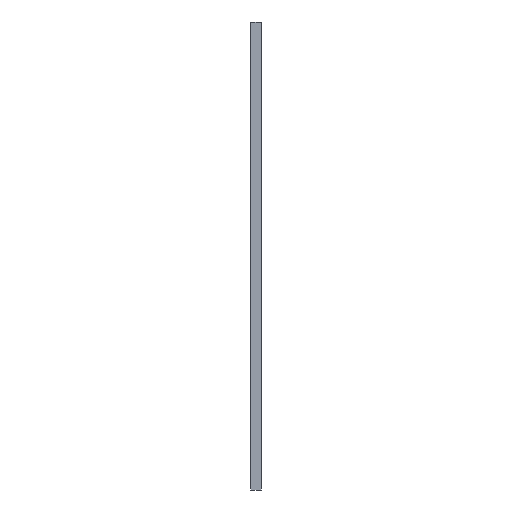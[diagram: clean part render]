
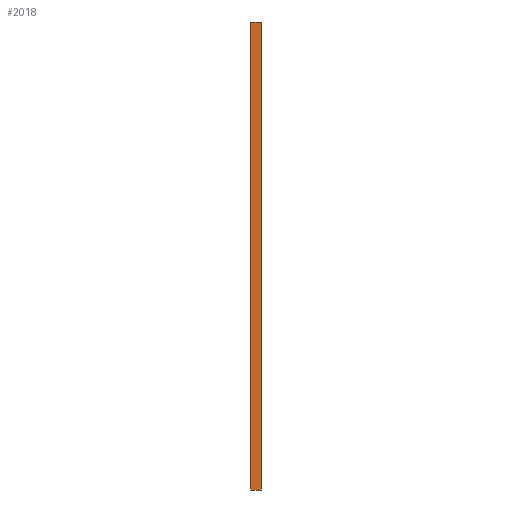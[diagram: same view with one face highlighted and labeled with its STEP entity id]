
A CAD part, left-side view. The second image highlights one B-rep face of the part: STEP entity #2018.
In plain terms, the highlighted planar face has unit normal (-1, 0, 0).
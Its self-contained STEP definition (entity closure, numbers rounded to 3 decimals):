
#41 = DIRECTION ( 'NONE',  ( 0., 0., -1. ) ) ;
#75 = EDGE_CURVE ( 'NONE', #439, #2006, #2371, .T. ) ;
#247 = CARTESIAN_POINT ( 'NONE',  ( -80.798, 0., -25.55 ) ) ;
#439 = VERTEX_POINT ( 'NONE', #1010 ) ;
#454 = LINE ( 'NONE', #1988, #2091 ) ;
#458 = CARTESIAN_POINT ( 'NONE',  ( -80.798, 2., -25.55 ) ) ;
#685 = VECTOR ( 'NONE', #703, 1000. ) ;
#703 = DIRECTION ( 'NONE',  ( 0., -1., 0. ) ) ;
#766 = AXIS2_PLACEMENT_3D ( 'NONE', #970, #1768, #41 ) ;
#823 = DIRECTION ( 'NONE',  ( 0., 0., 1. ) ) ;
#970 = CARTESIAN_POINT ( 'NONE',  ( -80.798, 2., -25.55 ) ) ;
#998 = LINE ( 'NONE', #458, #1847 ) ;
#1010 = CARTESIAN_POINT ( 'NONE',  ( -80.798, 2., -25.55 ) ) ;
#1078 = VERTEX_POINT ( 'NONE', #1861 ) ;
#1220 = EDGE_CURVE ( 'NONE', #439, #1740, #998, .T. ) ;
#1244 = LINE ( 'NONE', #2062, #685 ) ;
#1259 = EDGE_LOOP ( 'NONE', ( #2232, #1533, #1350, #2427 ) ) ;
#1266 = CARTESIAN_POINT ( 'NONE',  ( -80.798, 2., 64.45 ) ) ;
#1350 = ORIENTED_EDGE ( 'NONE', *, *, #1220, .F. ) ;
#1425 = EDGE_CURVE ( 'NONE', #1740, #1078, #1244, .T. ) ;
#1533 = ORIENTED_EDGE ( 'NONE', *, *, #1425, .F. ) ;
#1549 = PLANE ( 'NONE',  #766 ) ;
#1608 = DIRECTION ( 'NONE',  ( 0., 0., 1. ) ) ;
#1721 = VECTOR ( 'NONE', #2117, 1000. ) ;
#1740 = VERTEX_POINT ( 'NONE', #1266 ) ;
#1768 = DIRECTION ( 'NONE',  ( 1., 0., 0. ) ) ;
#1792 = FACE_OUTER_BOUND ( 'NONE', #1259, .T. ) ;
#1847 = VECTOR ( 'NONE', #823, 1000. ) ;
#1861 = CARTESIAN_POINT ( 'NONE',  ( -80.798, 0., 64.45 ) ) ;
#1988 = CARTESIAN_POINT ( 'NONE',  ( -80.798, 0., -25.55 ) ) ;
#2006 = VERTEX_POINT ( 'NONE', #247 ) ;
#2018 = ADVANCED_FACE ( 'NONE', ( #1792 ), #1549, .F. ) ;
#2062 = CARTESIAN_POINT ( 'NONE',  ( -80.798, 2., 64.45 ) ) ;
#2091 = VECTOR ( 'NONE', #1608, 1000. ) ;
#2117 = DIRECTION ( 'NONE',  ( 0., -1., 0. ) ) ;
#2213 = EDGE_CURVE ( 'NONE', #2006, #1078, #454, .T. ) ;
#2232 = ORIENTED_EDGE ( 'NONE', *, *, #2213, .T. ) ;
#2359 = CARTESIAN_POINT ( 'NONE',  ( -80.798, 2., -25.55 ) ) ;
#2371 = LINE ( 'NONE', #2359, #1721 ) ;
#2427 = ORIENTED_EDGE ( 'NONE', *, *, #75, .T. ) ;
